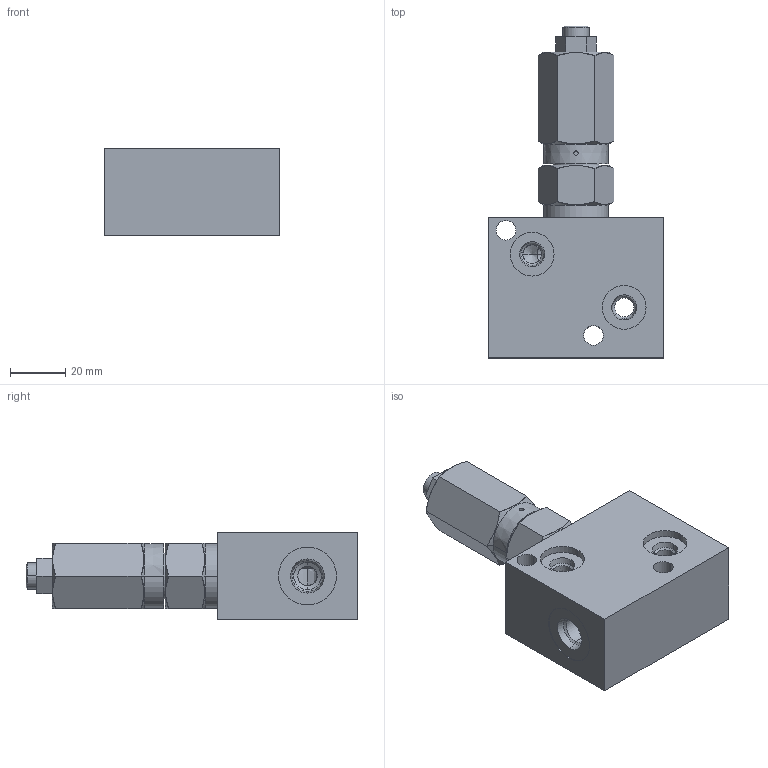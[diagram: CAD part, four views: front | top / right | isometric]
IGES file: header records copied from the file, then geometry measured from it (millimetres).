
Start section:  PTC IGES file: ilc70440001.igs
Global section: file name: ilc70440001.igs; native system: Creo Parametric by Parametric Technology Corporation; preprocessor: 2013320; author: dg; organization: Unknown; date: 20140630.150123; units: inch
Bounding box: 63.5 x 120.29 x 31.75 mm (x, y, z)
Surface area: 26244.8 mm2 (no closed solid volume)
Topology: 0 solids, 0 shells, 175 faces, 822 edges, 816 vertices
Faces by surface type: revolution 120, bspline 55
